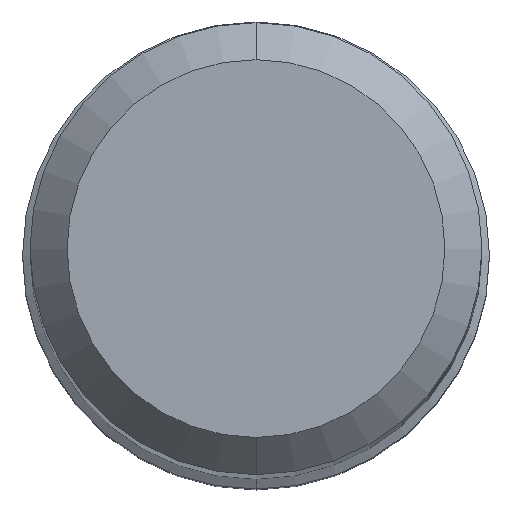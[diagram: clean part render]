
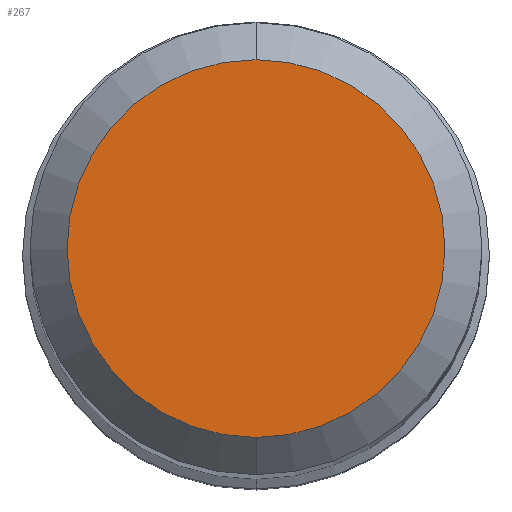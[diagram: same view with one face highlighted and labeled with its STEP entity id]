
A CAD part, top view. The second image highlights one B-rep face of the part: STEP entity #267.
In plain terms, the highlighted planar face has unit normal (0, 0, 1).
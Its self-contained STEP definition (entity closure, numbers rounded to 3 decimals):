
#219=EDGE_CURVE('',#233,#405,#606,.T.);
#233=VERTEX_POINT('',#622);
#267=ADVANCED_FACE('',(#660),#661,.T.);
#405=VERTEX_POINT('',#813);
#583=EDGE_CURVE('',#405,#233,#1011,.T.);
#606=CIRCLE('',#1028,4.045);
#622=CARTESIAN_POINT('',(0.,-4.045,0.0));
#660=FACE_OUTER_BOUND('',#1103,.T.);
#661=PLANE('',#1104);
#813=CARTESIAN_POINT('',(0.0,4.045,0.0));
#1011=CIRCLE('',#1799,4.045);
#1028=AXIS2_PLACEMENT_3D('',#1804,#1805,#1806);
#1103=EDGE_LOOP('',(#1869,#1870));
#1104=AXIS2_PLACEMENT_3D('',#1871,#1872,#1873);
#1799=AXIS2_PLACEMENT_3D('',#2278,#2279,#2280);
#1804=CARTESIAN_POINT('',(0.0,0.0,0.0));
#1805=DIRECTION('',(0.0,0.0,-1.0));
#1806=DIRECTION('',(0.0,1.0,0.0));
#1869=ORIENTED_EDGE('',*,*,#583,.F.);
#1870=ORIENTED_EDGE('',*,*,#219,.F.);
#1871=CARTESIAN_POINT('',(0.0,2.022,0.0));
#1872=DIRECTION('',(-0.0,0.0,1.0));
#1873=DIRECTION('',(0.0,-1.0,0.0));
#2278=CARTESIAN_POINT('',(0.0,0.0,0.0));
#2279=DIRECTION('',(0.0,0.0,-1.0));
#2280=DIRECTION('',(0.0,1.0,0.0));
